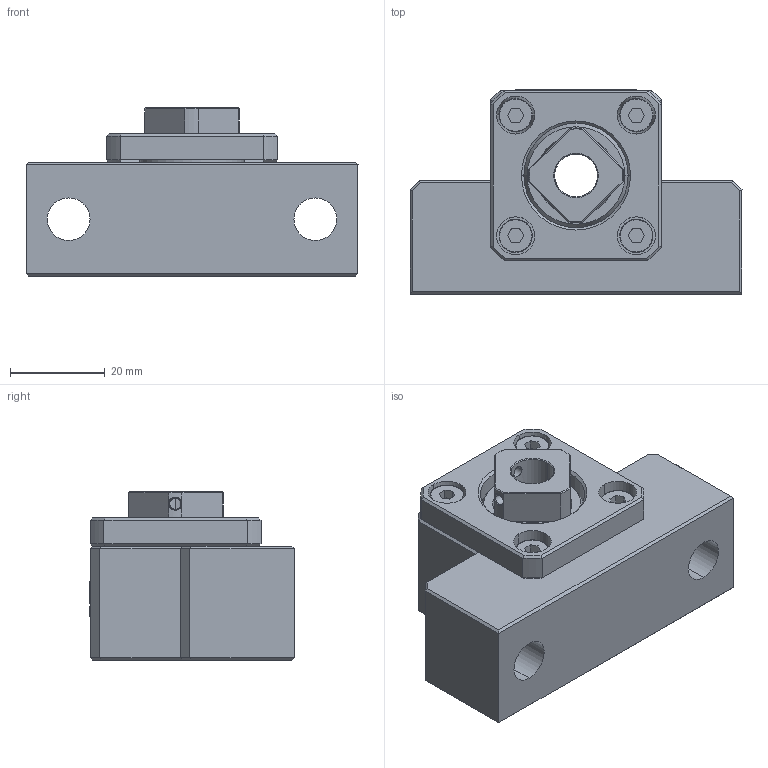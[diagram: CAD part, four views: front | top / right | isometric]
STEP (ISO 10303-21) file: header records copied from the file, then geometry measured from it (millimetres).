
FILE_DESCRIPTION (( 'STEP AP203' ), '1' );
FILE_NAME ('EK10.STEP', '2019-04-04T09:15:24', ( '' ), ( '' ), 'SwSTEP 2.0', 'SolidWorks 2015', '' );
FILE_SCHEMA (( 'CONFIG_CONTROL_DESIGN' ));
Length unit declared in the file: millimetre
Products named in the file (1): EK10
Bounding box: 70 x 43.1 x 35.5 mm (x, y, z)
Surface area: 16499 mm2 (no closed solid volume)
Topology: 0 solids, 34 shells, 745 faces, 2027 edges, 1340 vertices
Faces by surface type: plane 629, cylinder 46, cone 41, bspline 29
Entity records: 25416 total; most frequent: CARTESIAN_POINT 6817, ORIENTED_EDGE 3945, DIRECTION 3487, EDGE_CURVE 2027, LINE 1751, VECTOR 1751, VERTEX_POINT 1340, AXIS2_PLACEMENT_3D 868
